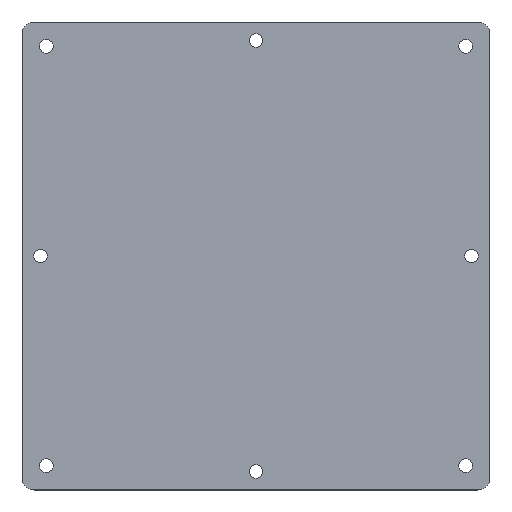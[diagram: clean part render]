
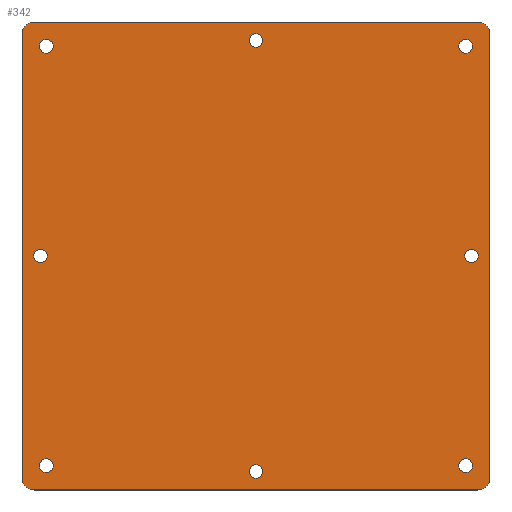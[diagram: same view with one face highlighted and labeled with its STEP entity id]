
A CAD part, top view. The second image highlights one B-rep face of the part: STEP entity #342.
In plain terms, the highlighted planar face has unit normal (0, 0, 1).
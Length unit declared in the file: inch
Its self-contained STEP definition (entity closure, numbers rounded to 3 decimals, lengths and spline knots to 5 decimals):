
#20=PLANE('',#386);
#25=LINE('',#524,#41);
#31=LINE('',#552,#47);
#34=LINE('',#560,#50);
#36=LINE('',#578,#52);
#41=VECTOR('',#425,9.125);
#47=VECTOR('',#453,9.125);
#50=VECTOR('',#462,9.125);
#52=VECTOR('',#486,9.125);
#69=FACE_BOUND('',#129,.T.);
#70=FACE_BOUND('',#130,.T.);
#71=FACE_BOUND('',#131,.T.);
#72=FACE_BOUND('',#132,.T.);
#73=FACE_BOUND('',#133,.T.);
#74=FACE_BOUND('',#134,.T.);
#75=FACE_BOUND('',#135,.T.);
#76=FACE_BOUND('',#136,.T.);
#94=FACE_OUTER_BOUND('',#128,.T.);
#128=EDGE_LOOP('',(#297,#298,#299,#300,#301,#302,#303,#304));
#129=EDGE_LOOP('',(#305));
#130=EDGE_LOOP('',(#306));
#131=EDGE_LOOP('',(#307));
#132=EDGE_LOOP('',(#308));
#133=EDGE_LOOP('',(#309));
#134=EDGE_LOOP('',(#310));
#135=EDGE_LOOP('',(#311));
#136=EDGE_LOOP('',(#312));
#138=CIRCLE('',#347,0.14);
#140=CIRCLE('',#350,0.14);
#142=CIRCLE('',#353,0.14);
#144=CIRCLE('',#356,0.14);
#145=CIRCLE('',#358,0.25);
#154=CIRCLE('',#370,0.25);
#155=CIRCLE('',#373,0.25);
#156=CIRCLE('',#376,0.25);
#157=CIRCLE('',#378,0.14063);
#158=CIRCLE('',#380,0.14063);
#159=CIRCLE('',#382,0.14063);
#160=CIRCLE('',#384,0.14063);
#162=VERTEX_POINT('',#493);
#164=VERTEX_POINT('',#498);
#166=VERTEX_POINT('',#503);
#168=VERTEX_POINT('',#508);
#169=VERTEX_POINT('',#511);
#170=VERTEX_POINT('',#512);
#174=VERTEX_POINT('',#522);
#184=VERTEX_POINT('',#546);
#185=VERTEX_POINT('',#550);
#186=VERTEX_POINT('',#554);
#187=VERTEX_POINT('',#558);
#188=VERTEX_POINT('',#562);
#189=VERTEX_POINT('',#566);
#190=VERTEX_POINT('',#569);
#191=VERTEX_POINT('',#572);
#192=VERTEX_POINT('',#575);
#194=EDGE_CURVE('',#162,#162,#138,.T.);
#196=EDGE_CURVE('',#164,#164,#140,.T.);
#198=EDGE_CURVE('',#166,#166,#142,.T.);
#200=EDGE_CURVE('',#168,#168,#144,.T.);
#201=EDGE_CURVE('',#169,#170,#145,.T.);
#207=EDGE_CURVE('',#174,#169,#25,.T.);
#218=EDGE_CURVE('',#184,#174,#154,.T.);
#221=EDGE_CURVE('',#185,#184,#31,.T.);
#222=EDGE_CURVE('',#186,#185,#155,.T.);
#225=EDGE_CURVE('',#187,#186,#34,.T.);
#226=EDGE_CURVE('',#188,#187,#156,.T.);
#228=EDGE_CURVE('',#189,#189,#157,.T.);
#229=EDGE_CURVE('',#190,#190,#158,.T.);
#230=EDGE_CURVE('',#191,#191,#159,.T.);
#231=EDGE_CURVE('',#192,#192,#160,.T.);
#232=EDGE_CURVE('',#170,#188,#36,.T.);
#297=ORIENTED_EDGE('',*,*,#201,.F.);
#298=ORIENTED_EDGE('',*,*,#207,.F.);
#299=ORIENTED_EDGE('',*,*,#218,.F.);
#300=ORIENTED_EDGE('',*,*,#221,.F.);
#301=ORIENTED_EDGE('',*,*,#222,.F.);
#302=ORIENTED_EDGE('',*,*,#225,.F.);
#303=ORIENTED_EDGE('',*,*,#226,.F.);
#304=ORIENTED_EDGE('',*,*,#232,.F.);
#305=ORIENTED_EDGE('',*,*,#194,.T.);
#306=ORIENTED_EDGE('',*,*,#196,.T.);
#307=ORIENTED_EDGE('',*,*,#198,.T.);
#308=ORIENTED_EDGE('',*,*,#200,.T.);
#309=ORIENTED_EDGE('',*,*,#228,.T.);
#310=ORIENTED_EDGE('',*,*,#229,.T.);
#311=ORIENTED_EDGE('',*,*,#230,.T.);
#312=ORIENTED_EDGE('',*,*,#231,.T.);
#342=ADVANCED_FACE('',(#94,#69,#70,#71,#72,#73,#74,#75,#76),#20,.T.);
#347=AXIS2_PLACEMENT_3D('',#494,#393,#394);
#350=AXIS2_PLACEMENT_3D('',#499,#399,#400);
#353=AXIS2_PLACEMENT_3D('',#504,#405,#406);
#356=AXIS2_PLACEMENT_3D('',#509,#411,#412);
#358=AXIS2_PLACEMENT_3D('',#513,#415,#416);
#370=AXIS2_PLACEMENT_3D('',#547,#447,#448);
#373=AXIS2_PLACEMENT_3D('',#555,#456,#457);
#376=AXIS2_PLACEMENT_3D('',#563,#465,#466);
#378=AXIS2_PLACEMENT_3D('',#567,#470,#471);
#380=AXIS2_PLACEMENT_3D('',#570,#474,#475);
#382=AXIS2_PLACEMENT_3D('',#573,#478,#479);
#384=AXIS2_PLACEMENT_3D('',#576,#482,#483);
#386=AXIS2_PLACEMENT_3D('',#579,#487,#488);
#393=DIRECTION('center_axis',(0.,0.,-1.));
#394=DIRECTION('ref_axis',(-1.,0.,0.));
#399=DIRECTION('center_axis',(0.,0.,-1.));
#400=DIRECTION('ref_axis',(-1.,0.,0.));
#405=DIRECTION('center_axis',(0.,0.,-1.));
#406=DIRECTION('ref_axis',(-1.,0.,0.));
#411=DIRECTION('center_axis',(0.,0.,-1.));
#412=DIRECTION('ref_axis',(-1.,0.,0.));
#415=DIRECTION('center_axis',(0.,0.,-1.));
#416=DIRECTION('ref_axis',(-0.707,-0.707,0.));
#425=DIRECTION('',(-1.,0.,0.));
#447=DIRECTION('center_axis',(0.,0.,-1.));
#448=DIRECTION('ref_axis',(0.707,-0.707,0.));
#453=DIRECTION('',(0.,-1.,0.));
#456=DIRECTION('center_axis',(0.,0.,-1.));
#457=DIRECTION('ref_axis',(0.707,0.707,0.));
#462=DIRECTION('',(1.,0.,0.));
#465=DIRECTION('center_axis',(0.,0.,-1.));
#466=DIRECTION('ref_axis',(-0.707,0.707,0.));
#470=DIRECTION('center_axis',(0.,0.,-1.));
#471=DIRECTION('ref_axis',(-1.,0.,0.));
#474=DIRECTION('center_axis',(0.,0.,-1.));
#475=DIRECTION('ref_axis',(-1.,0.,0.));
#478=DIRECTION('center_axis',(0.,0.,-1.));
#479=DIRECTION('ref_axis',(-1.,0.,0.));
#482=DIRECTION('center_axis',(0.,0.,-1.));
#483=DIRECTION('ref_axis',(-1.,0.,0.));
#486=DIRECTION('',(0.,1.,0.));
#487=DIRECTION('center_axis',(0.,0.,1.));
#488=DIRECTION('ref_axis',(1.,0.,0.));
#493=CARTESIAN_POINT('',(4.5725,0.,0.125));
#494=CARTESIAN_POINT('Origin',(4.4325,0.,0.125));
#498=CARTESIAN_POINT('',(0.14,4.4325,0.125));
#499=CARTESIAN_POINT('Origin',(0.,4.4325,0.125));
#503=CARTESIAN_POINT('',(-4.2925,0.,0.125));
#504=CARTESIAN_POINT('Origin',(-4.4325,0.,0.125));
#508=CARTESIAN_POINT('',(0.14,-4.4325,0.125));
#509=CARTESIAN_POINT('Origin',(0.,-4.4325,0.125));
#511=CARTESIAN_POINT('',(-4.5625,-4.8125,0.125));
#512=CARTESIAN_POINT('',(-4.8125,-4.5625,0.125));
#513=CARTESIAN_POINT('Origin',(-4.5625,-4.5625,0.125));
#522=CARTESIAN_POINT('',(4.5625,-4.8125,0.125));
#524=CARTESIAN_POINT('',(-4.8125,-4.8125,0.125));
#546=CARTESIAN_POINT('',(4.8125,-4.5625,0.125));
#547=CARTESIAN_POINT('Origin',(4.5625,-4.5625,0.125));
#550=CARTESIAN_POINT('',(4.8125,4.5625,0.125));
#552=CARTESIAN_POINT('',(4.8125,-4.8125,0.125));
#554=CARTESIAN_POINT('',(4.5625,4.8125,0.125));
#555=CARTESIAN_POINT('Origin',(4.5625,4.5625,0.125));
#558=CARTESIAN_POINT('',(-4.5625,4.8125,0.125));
#560=CARTESIAN_POINT('',(4.8125,4.8125,0.125));
#562=CARTESIAN_POINT('',(-4.8125,4.5625,0.125));
#563=CARTESIAN_POINT('Origin',(-4.5625,4.5625,0.125));
#566=CARTESIAN_POINT('',(-4.17188,4.3125,0.125));
#567=CARTESIAN_POINT('Origin',(-4.3125,4.3125,0.125));
#569=CARTESIAN_POINT('',(-4.17188,-4.3125,0.125));
#570=CARTESIAN_POINT('Origin',(-4.3125,-4.3125,0.125));
#572=CARTESIAN_POINT('',(4.45313,-4.3125,0.125));
#573=CARTESIAN_POINT('Origin',(4.3125,-4.3125,0.125));
#575=CARTESIAN_POINT('',(4.45313,4.3125,0.125));
#576=CARTESIAN_POINT('Origin',(4.3125,4.3125,0.125));
#578=CARTESIAN_POINT('',(-4.8125,4.8125,0.125));
#579=CARTESIAN_POINT('Origin',(0.,0.,
0.125));
